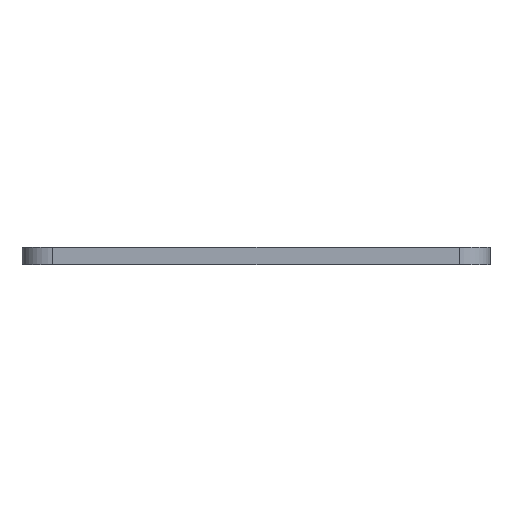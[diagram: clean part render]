
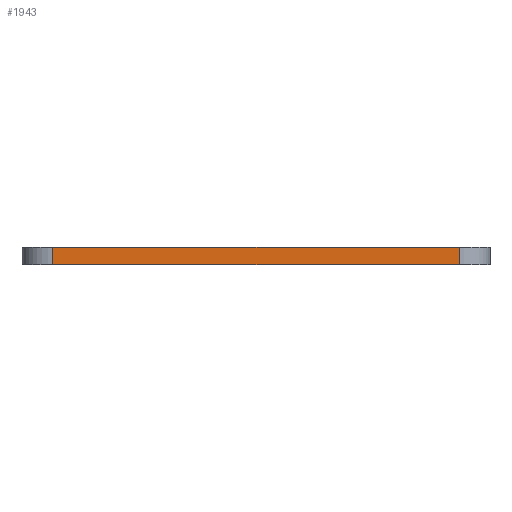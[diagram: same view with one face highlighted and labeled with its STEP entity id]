
A CAD part, left-side view. The second image highlights one B-rep face of the part: STEP entity #1943.
In plain terms, the highlighted planar face has unit normal (-1, 0, 0).
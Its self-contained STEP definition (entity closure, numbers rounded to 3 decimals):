
#273=FACE_OUTER_BOUND('',#403,.T.);
#403=EDGE_LOOP('',(#1779,#1780,#1781,#1782));
#437=LINE('',#2795,#625);
#576=LINE('',#3200,#764);
#591=LINE('',#3260,#779);
#592=LINE('',#3262,#780);
#625=VECTOR('',#2227,10.);
#764=VECTOR('',#2622,10.);
#779=VECTOR('',#2697,10.);
#780=VECTOR('',#2700,10.);
#812=VERTEX_POINT('',#2792);
#813=VERTEX_POINT('',#2794);
#950=VERTEX_POINT('',#3197);
#951=VERTEX_POINT('',#3199);
#1008=EDGE_CURVE('',#812,#813,#437,.T.);
#1210=EDGE_CURVE('',#950,#951,#576,.T.);
#1239=EDGE_CURVE('',#812,#951,#591,.T.);
#1240=EDGE_CURVE('',#813,#950,#592,.T.);
#1779=ORIENTED_EDGE('',*,*,#1008,.F.);
#1780=ORIENTED_EDGE('',*,*,#1239,.T.);
#1781=ORIENTED_EDGE('',*,*,#1210,.F.);
#1782=ORIENTED_EDGE('',*,*,#1240,.F.);
#1847=PLANE('',#2143);
#1943=ADVANCED_FACE('',(#273),#1847,.T.);
#2143=AXIS2_PLACEMENT_3D('',#3261,#2698,#2699);
#2227=DIRECTION('',(0.,1.,0.));
#2622=DIRECTION('',(0.,-1.,0.));
#2697=DIRECTION('',(0.,0.,1.));
#2698=DIRECTION('center_axis',(-1.,0.,0.));
#2699=DIRECTION('ref_axis',(0.,-1.,0.));
#2700=DIRECTION('',(0.,0.,1.));
#2792=CARTESIAN_POINT('',(-64.1,15.8,8.));
#2794=CARTESIAN_POINT('',(-64.1,55.2,8.));
#2795=CARTESIAN_POINT('',(-64.1,15.8,8.));
#3197=CARTESIAN_POINT('',(-64.1,55.2,9.7));
#3199=CARTESIAN_POINT('',(-64.1,15.8,9.7));
#3200=CARTESIAN_POINT('',(-64.1,45.35,9.7));
#3260=CARTESIAN_POINT('',(-64.1,15.8,8.));
#3261=CARTESIAN_POINT('Origin',(-64.1,55.2,8.));
#3262=CARTESIAN_POINT('',(-64.1,55.2,8.));
